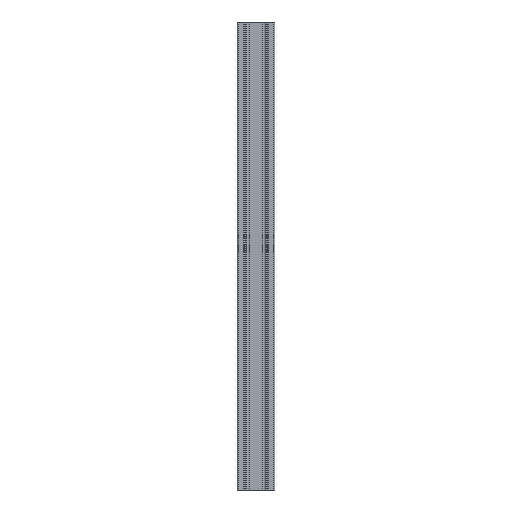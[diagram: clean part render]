
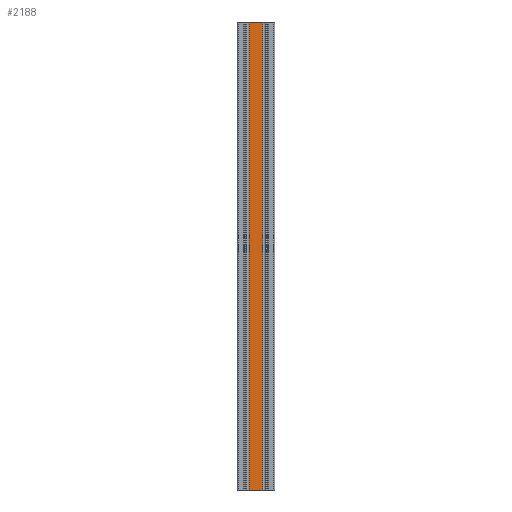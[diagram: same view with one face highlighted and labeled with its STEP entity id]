
A CAD part, left-side view. The second image highlights one B-rep face of the part: STEP entity #2188.
In plain terms, the highlighted planar face has unit normal (-1, 0, 0).
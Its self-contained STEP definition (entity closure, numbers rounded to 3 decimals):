
#93 = VECTOR ( 'NONE', #9740, 1000. ) ;
#560 = VERTEX_POINT ( 'NONE', #6901 ) ;
#585 = DIRECTION ( 'NONE',  ( 0., 1., 0. ) ) ;
#747 = CARTESIAN_POINT ( 'NONE',  ( -20., -33.9, 1000. ) ) ;
#1039 = ORIENTED_EDGE ( 'NONE', *, *, #3272, .T. ) ;
#1458 = CARTESIAN_POINT ( 'NONE',  ( -20., -6.1, 0. ) ) ;
#2119 = VECTOR ( 'NONE', #4462, 1000. ) ;
#2167 = AXIS2_PLACEMENT_3D ( 'NONE', #6592, #10319, #4785 ) ;
#2188 = ADVANCED_FACE ( 'NONE', ( #8020 ), #9380, .T. ) ;
#2419 = LINE ( 'NONE', #747, #2119 ) ;
#2469 = DIRECTION ( 'NONE',  ( 0., 1., 0. ) ) ;
#3201 = LINE ( 'NONE', #7045, #7846 ) ;
#3272 = EDGE_CURVE ( 'NONE', #5769, #560, #3201, .T. ) ;
#4210 = CARTESIAN_POINT ( 'NONE',  ( -20., -6.1, 1000. ) ) ;
#4462 = DIRECTION ( 'NONE',  ( 0., 0., -1. ) ) ;
#4686 = EDGE_LOOP ( 'NONE', ( #6213, #5677, #1039, #4693 ) ) ;
#4693 = ORIENTED_EDGE ( 'NONE', *, *, #5848, .T. ) ;
#4785 = DIRECTION ( 'NONE',  ( 0., 0., 1. ) ) ;
#5009 = LINE ( 'NONE', #4210, #93 ) ;
#5186 = CARTESIAN_POINT ( 'NONE',  ( -20., 0., 0. ) ) ;
#5194 = EDGE_CURVE ( 'NONE', #5769, #10861, #2419, .T. ) ;
#5677 = ORIENTED_EDGE ( 'NONE', *, *, #5194, .F. ) ;
#5769 = VERTEX_POINT ( 'NONE', #11490 ) ;
#5848 = EDGE_CURVE ( 'NONE', #560, #11877, #5009, .T. ) ;
#5873 = EDGE_CURVE ( 'NONE', #10861, #11877, #7187, .T. ) ;
#6213 = ORIENTED_EDGE ( 'NONE', *, *, #5873, .F. ) ;
#6592 = CARTESIAN_POINT ( 'NONE',  ( -20., 0., 1000. ) ) ;
#6901 = CARTESIAN_POINT ( 'NONE',  ( -20., -6.1, 1000. ) ) ;
#7045 = CARTESIAN_POINT ( 'NONE',  ( -20., 0., 1000. ) ) ;
#7187 = LINE ( 'NONE', #5186, #9326 ) ;
#7846 = VECTOR ( 'NONE', #2469, 1000. ) ;
#8020 = FACE_OUTER_BOUND ( 'NONE', #4686, .T. ) ;
#9326 = VECTOR ( 'NONE', #585, 1000. ) ;
#9380 = PLANE ( 'NONE',  #2167 ) ;
#9740 = DIRECTION ( 'NONE',  ( 0., 0., -1. ) ) ;
#10319 = DIRECTION ( 'NONE',  ( -1., 0., 0. ) ) ;
#10861 = VERTEX_POINT ( 'NONE', #10987 ) ;
#10987 = CARTESIAN_POINT ( 'NONE',  ( -20., -33.9, 0. ) ) ;
#11490 = CARTESIAN_POINT ( 'NONE',  ( -20., -33.9, 1000. ) ) ;
#11877 = VERTEX_POINT ( 'NONE', #1458 ) ;
